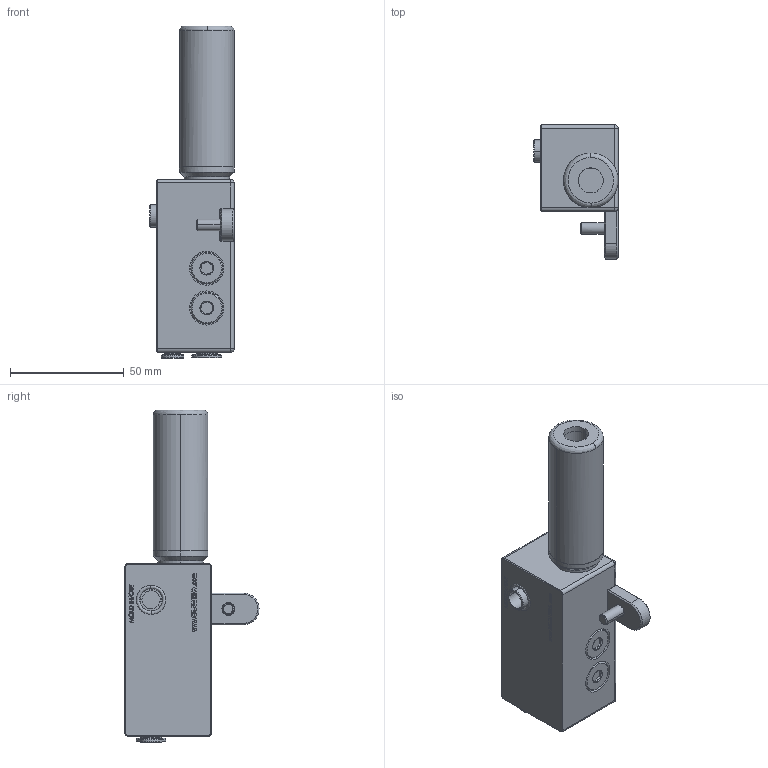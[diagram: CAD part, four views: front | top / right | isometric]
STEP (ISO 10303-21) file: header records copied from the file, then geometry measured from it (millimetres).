
FILE_DESCRIPTION (( 'STEP AP214' ), '1' );
FILE_NAME ('VB607638.STEP', '2018-02-05T09:46:09', ( '' ), ( '' ), 'SwSTEP 2.0', 'SolidWorks 2017', '' );
FILE_SCHEMA (( 'AUTOMOTIVE_DESIGN' ));
Length unit declared in the file: millimetre
Products named in the file (1): VB607638
Bounding box: 37 x 59 x 146 mm (x, y, z)
Volume: 113452.9 mm3; surface area: 31454 mm2
Topology: 7 solids, 7 shells, 1148 faces, 3024 edges, 1997 vertices
Faces by surface type: plane 596, bspline 438, cylinder 76, cone 38
Entity records: 60159 total; most frequent: CARTESIAN_POINT 33735, ORIENTED_EDGE 6036, DIRECTION 3794, EDGE_CURVE 3018, VERTEX_POINT 1997, LINE 1878, VECTOR 1878, EDGE_LOOP 1273
